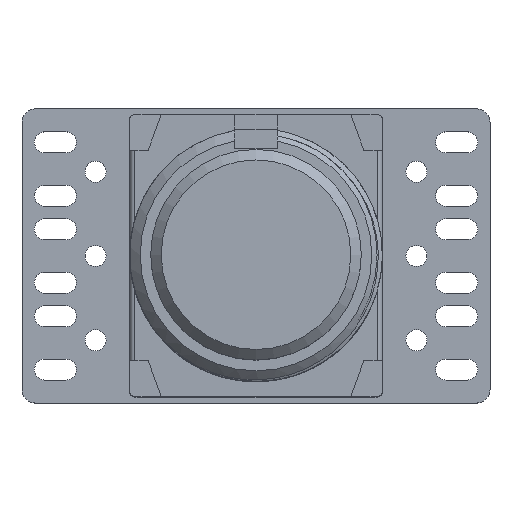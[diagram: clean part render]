
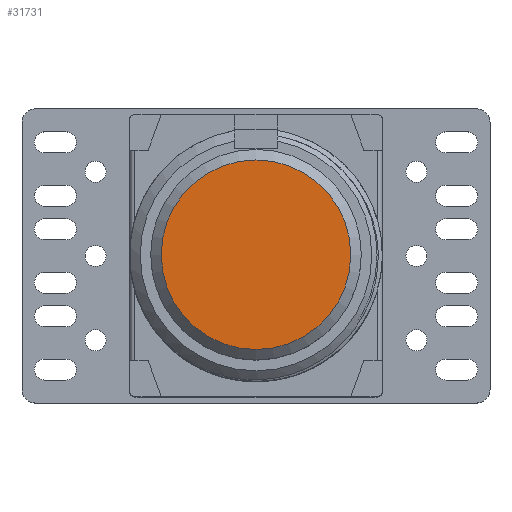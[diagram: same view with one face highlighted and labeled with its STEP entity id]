
A CAD part, top view. The second image highlights one B-rep face of the part: STEP entity #31731.
In plain terms, the highlighted planar face has unit normal (0, 0, 1).
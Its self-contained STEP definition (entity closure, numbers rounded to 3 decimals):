
#31574 = CONICAL_SURFACE('',#31575,5.,0.785);
#31575 = AXIS2_PLACEMENT_3D('',#31576,#31577,#31578);
#31576 = CARTESIAN_POINT('',(0.,0.,34.));
#31577 = DIRECTION('',(0.,0.,-1.));
#31578 = DIRECTION('',(0.,1.,0.));
#31646 = VERTEX_POINT('',#31647);
#31647 = CARTESIAN_POINT('',(0.,4.5,34.5));
#31670 = EDGE_CURVE('',#31646,#31646,#31671,.T.);
#31671 = SURFACE_CURVE('',#31672,(#31677,#31684),.PCURVE_S1.);
#31672 = CIRCLE('',#31673,4.5);
#31673 = AXIS2_PLACEMENT_3D('',#31674,#31675,#31676);
#31674 = CARTESIAN_POINT('',(0.,0.,34.5));
#31675 = DIRECTION('',(0.,0.,1.));
#31676 = DIRECTION('',(0.,1.,0.));
#31677 = PCURVE('',#31574,#31678);
#31678 = DEFINITIONAL_REPRESENTATION('',(#31679),#31683);
#31679 = LINE('',#31680,#31681);
#31680 = CARTESIAN_POINT('',(6.283,-0.5));
#31681 = VECTOR('',#31682,1.);
#31682 = DIRECTION('',(-1.,0.));
#31683 = ( GEOMETRIC_REPRESENTATION_CONTEXT(2) 
PARAMETRIC_REPRESENTATION_CONTEXT() REPRESENTATION_CONTEXT('2D SPACE',''
  ) );
#31684 = PCURVE('',#31685,#31690);
#31685 = PLANE('',#31686);
#31686 = AXIS2_PLACEMENT_3D('',#31687,#31688,#31689);
#31687 = CARTESIAN_POINT('',(0.,0.,34.5));
#31688 = DIRECTION('',(0.,0.,1.));
#31689 = DIRECTION('',(1.,0.,0.));
#31690 = DEFINITIONAL_REPRESENTATION('',(#31691),#31695);
#31691 = CIRCLE('',#31692,4.5);
#31692 = AXIS2_PLACEMENT_2D('',#31693,#31694);
#31693 = CARTESIAN_POINT('',(0.,0.));
#31694 = DIRECTION('',(0.,1.));
#31695 = ( GEOMETRIC_REPRESENTATION_CONTEXT(2) 
PARAMETRIC_REPRESENTATION_CONTEXT() REPRESENTATION_CONTEXT('2D SPACE',''
  ) );
#31731 = ADVANCED_FACE('',(#31732),#31685,.T.);
#31732 = FACE_BOUND('',#31733,.T.);
#31733 = EDGE_LOOP('',(#31734));
#31734 = ORIENTED_EDGE('',*,*,#31670,.T.);
